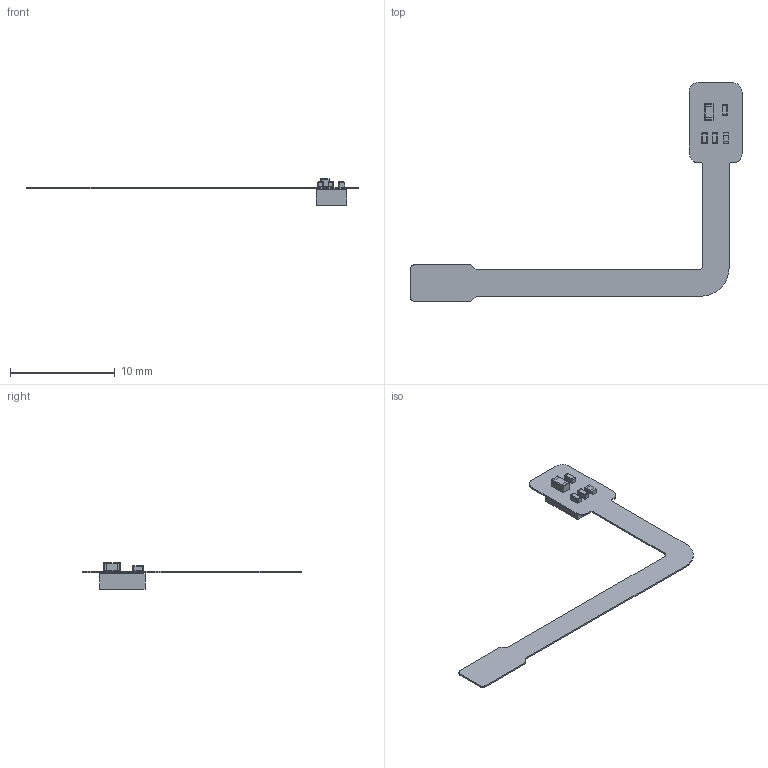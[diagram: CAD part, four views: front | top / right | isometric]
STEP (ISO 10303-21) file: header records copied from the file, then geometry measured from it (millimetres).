
FILE_DESCRIPTION(('Open CASCADE Model'),'2;1');
FILE_NAME('Open CASCADE Shape Model','2021-07-20T16:56:42',('Author'),( 'Open CASCADE'),'Open CASCADE STEP processor 6.8','Open CASCADE 6.8' ,'Unknown');
FILE_SCHEMA(('AUTOMOTIVE_DESIGN { 1 0 10303 214 1 1 1 1 }'));
Length unit declared in the file: millimetre
Products named in the file (18): PCB; Board; Open CASCADE STEP translator 6.8 4.1.1; R1; 6200048704; Extruded; 6200048944; PPG; 6111352880; Body; Pins; C1; User_Library-0402(1005M)_Cap; C2; User_Library-Chip_Capacitor_0603; C3; C4
Assembly tree (20 placements, depth 4):
  PCB
    Board
      Open CASCADE STEP translator 6.8 4.1.1
    R1
      6200048704  x2
        Extruded
      6200048944
        Extruded
    PPG
      6111352880
        Body
        Pins
    C1
      User_Library-0402(1005M)_Cap
    C2
      User_Library-Chip_Capacitor_0603
    C3
      User_Library-0402(1005M)_Cap
    C4
      User_Library-0402(1005M)_Cap
Bounding box: 31.66 x 20.87 x 2.54 mm (x, y, z)
Volume: 41.4 mm3; surface area: 376.7 mm2
Topology: 29 solids, 29 shells, 538 faces, 1297 edges, 806 vertices
Faces by surface type: plane 287, bspline 153, cylinder 90, sphere 8
Entity records: 11541 total; most frequent: CARTESIAN_POINT 3641, ORIENTED_EDGE 1318, DIRECTION 1189, EDGE_CURVE 659, LINE 481, VECTOR 481, VERTEX_POINT 418, AXIS2_PLACEMENT_3D 354
